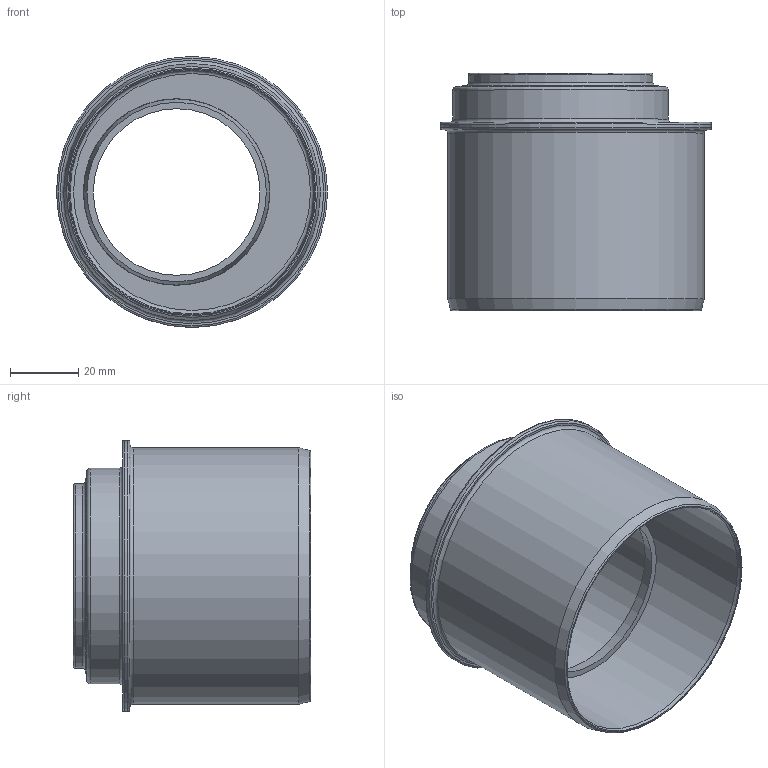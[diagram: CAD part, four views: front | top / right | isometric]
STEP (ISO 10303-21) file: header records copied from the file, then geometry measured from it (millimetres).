
FILE_DESCRIPTION(/* description */ (''),/* implementation_level */ '2;1');
FILE_NAME(/* name */ '173715 HTsafeR Reduktion,kurze Ausführung DN_OD 75_50.stp',/* time_stamp */ '2017-03-13T09:26:43+01:00',/* author */ ('user1'),/* organization */ (''),/* preprocessor_version */ 'ST-DEVELOPER v16.1',/* originating_system */ 'Autodesk Inventor 2016',/* authorisation */ '');
FILE_SCHEMA (('AUTOMOTIVE_DESIGN { 1 0 10303 214 3 1 1 }'));
Length unit declared in the file: millimetre
Products named in the file (1): 173715 HTsafeR Reduktion,kurze Ausführung DN_OD 75_5
0
Bounding box: 79.4 x 69.5 x 79.4 mm (x, y, z)
Volume: 43464.1 mm3; surface area: 47291.9 mm2
Topology: 1 solids, 1 shells, 40 faces, 75 edges, 42 vertices
Faces by surface type: torus 15, cylinder 10, cone 8, plane 7
Full cylindrical faces by diameter (mm): 50.8 x1, 51.2 x2, 54 x1, 54.4 x1, 60.3 x1, 63.1 x1, 71.4 x1, 75.2 x1, 79.4 x1
Entity records: 832 total; most frequent: DIRECTION 162, CARTESIAN_POINT 121, AXIS2_PLACEMENT_3D 81, EDGE_LOOP 80, ORIENTED_EDGE 80, FACE_BOUND 40, FACE_OUTER_BOUND 40, CIRCLE 40
